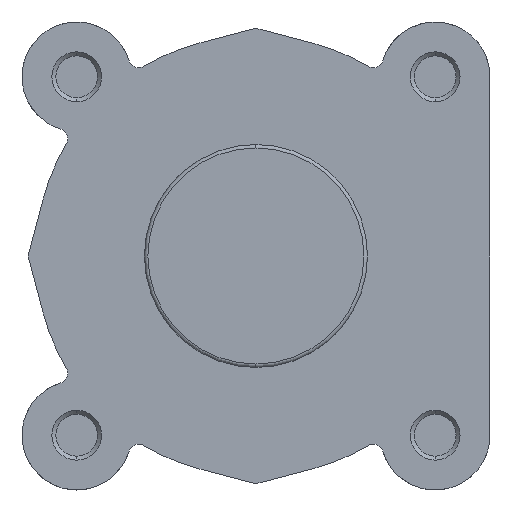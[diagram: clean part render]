
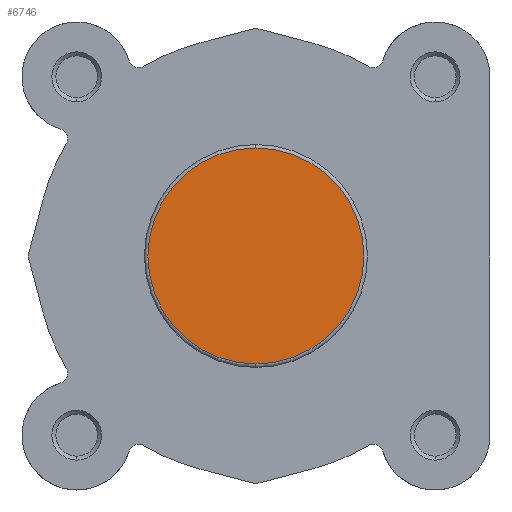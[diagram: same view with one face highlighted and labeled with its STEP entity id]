
A CAD part, left-side view. The second image highlights one B-rep face of the part: STEP entity #6746.
In plain terms, the highlighted planar face has unit normal (-1, 0, 0).
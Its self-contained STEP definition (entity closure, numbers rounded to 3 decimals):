
#586 = EDGE_LOOP ( 'NONE', ( #860, #861 ) ) ;
#860 = ORIENTED_EDGE ( 'NONE', *, *, #1278, .T. ) ;
#861 = ORIENTED_EDGE ( 'NONE', *, *, #6411, .T. ) ;
#1278 = EDGE_CURVE ( 'NONE', #2685, #2633, #4013, .T. ) ;
#1669 = AXIS2_PLACEMENT_3D ( 'NONE', #3356, #3362, #3363 ) ;
#1818 = AXIS2_PLACEMENT_3D ( 'NONE', #5269, #5271, #5272 ) ;
#1827 = AXIS2_PLACEMENT_3D ( 'NONE', #5291, #5299, #5300 ) ;
#2633 = VERTEX_POINT ( 'NONE', #5078 ) ;
#2685 = VERTEX_POINT ( 'NONE', #5130 ) ;
#3356 = CARTESIAN_POINT ( 'NONE',  ( 0., 0., 0. ) ) ;
#3362 = DIRECTION ( 'NONE',  ( -1., 0., 0. ) ) ;
#3363 = DIRECTION ( 'NONE',  ( 0., 0., -1. ) ) ;
#4013 = CIRCLE ( 'NONE', #1669, 21.7 ) ;
#4405 = CIRCLE ( 'NONE', #1818, 21.7 ) ;
#4416 = FACE_OUTER_BOUND ( 'NONE', #586, .T. ) ;
#5078 = CARTESIAN_POINT ( 'NONE',  ( 0., 0., 21.7 ) ) ;
#5130 = CARTESIAN_POINT ( 'NONE',  ( 0., 0., -21.7 ) ) ;
#5269 = CARTESIAN_POINT ( 'NONE',  ( 0., 0., 0. ) ) ;
#5271 = DIRECTION ( 'NONE',  ( -1., 0., 0. ) ) ;
#5272 = DIRECTION ( 'NONE',  ( 0., 0., -1. ) ) ;
#5284 = PLANE ( 'NONE',  #1827 ) ;
#5291 = CARTESIAN_POINT ( 'NONE',  ( 0., 22.4, 0. ) ) ;
#5299 = DIRECTION ( 'NONE',  ( 1., 0., 0. ) ) ;
#5300 = DIRECTION ( 'NONE',  ( 0., 0., -1. ) ) ;
#6411 = EDGE_CURVE ( 'NONE', #2633, #2685, #4405, .T. ) ;
#6746 = ADVANCED_FACE ( 'NONE', ( #4416 ), #5284, .F. ) ;
